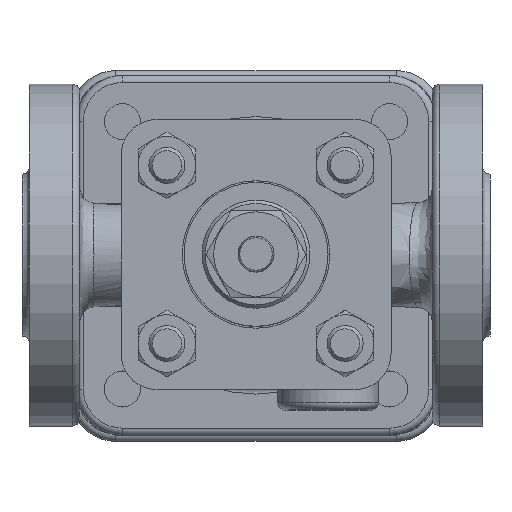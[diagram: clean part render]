
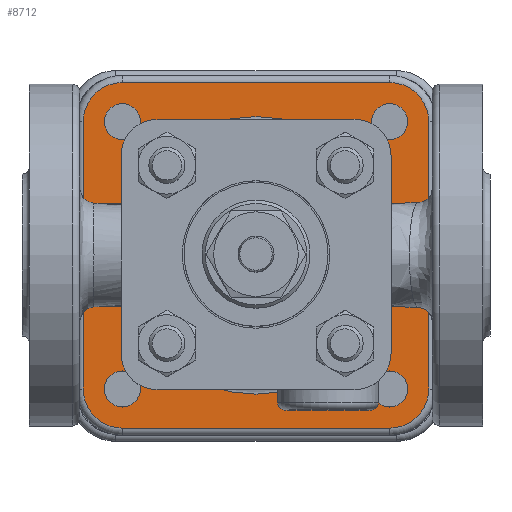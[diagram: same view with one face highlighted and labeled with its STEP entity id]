
A CAD part, top view. The second image highlights one B-rep face of the part: STEP entity #8712.
In plain terms, the highlighted planar face has unit normal (0, 0, 1).
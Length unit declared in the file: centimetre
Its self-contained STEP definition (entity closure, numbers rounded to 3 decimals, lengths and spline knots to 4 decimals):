
#752=FACE_BOUND('',#1776,.T.);
#753=FACE_BOUND('',#1777,.T.);
#754=FACE_BOUND('',#1778,.T.);
#755=FACE_BOUND('',#1779,.T.);
#756=FACE_BOUND('',#1780,.T.);
#1156=FACE_OUTER_BOUND('',#1775,.T.);
#1775=EDGE_LOOP('',(#6832,#6833,#6834,#6835,#6836,#6837,#6838,#6839));
#1776=EDGE_LOOP('',(#6840));
#1777=EDGE_LOOP('',(#6841));
#1778=EDGE_LOOP('',(#6842));
#1779=EDGE_LOOP('',(#6843));
#1780=EDGE_LOOP('',(#6844));
#2277=CIRCLE('',#9288,0.5);
#2281=CIRCLE('',#9302,0.5);
#2285=CIRCLE('',#9316,0.5);
#2289=CIRCLE('',#9330,0.5);
#2294=CIRCLE('',#9346,1.0877);
#2295=CIRCLE('',#9347,1.0877);
#2296=CIRCLE('',#9348,1.0877);
#2297=CIRCLE('',#9349,1.0877);
#2298=CIRCLE('',#9350,3.8541);
#2804=LINE('',#15561,#3312);
#2805=LINE('',#15565,#3313);
#2806=LINE('',#15569,#3314);
#2807=LINE('',#15572,#3315);
#3312=VECTOR('',#10817,7.4246);
#3313=VECTOR('',#10820,7.4246);
#3314=VECTOR('',#10823,7.4246);
#3315=VECTOR('',#10826,7.4246);
#3923=VERTEX_POINT('',#15360);
#3939=VERTEX_POINT('',#15408);
#3955=VERTEX_POINT('',#15456);
#3971=VERTEX_POINT('',#15504);
#3988=VERTEX_POINT('',#15557);
#3989=VERTEX_POINT('',#15558);
#3990=VERTEX_POINT('',#15560);
#3991=VERTEX_POINT('',#15562);
#3992=VERTEX_POINT('',#15564);
#3993=VERTEX_POINT('',#15566);
#3994=VERTEX_POINT('',#15568);
#3995=VERTEX_POINT('',#15570);
#3996=VERTEX_POINT('',#15573);
#4924=EDGE_CURVE('',#3923,#3923,#2277,.T.);
#4946=EDGE_CURVE('',#3939,#3939,#2281,.T.);
#4968=EDGE_CURVE('',#3955,#3955,#2285,.T.);
#4990=EDGE_CURVE('',#3971,#3971,#2289,.T.);
#5015=EDGE_CURVE('',#3988,#3989,#2294,.T.);
#5016=EDGE_CURVE('',#3990,#3988,#2804,.T.);
#5017=EDGE_CURVE('',#3991,#3990,#2295,.T.);
#5018=EDGE_CURVE('',#3992,#3991,#2805,.T.);
#5019=EDGE_CURVE('',#3993,#3992,#2296,.T.);
#5020=EDGE_CURVE('',#3994,#3993,#2806,.T.);
#5021=EDGE_CURVE('',#3995,#3994,#2297,.T.);
#5022=EDGE_CURVE('',#3989,#3995,#2807,.T.);
#5023=EDGE_CURVE('',#3996,#3996,#2298,.T.);
#6832=ORIENTED_EDGE('',*,*,#5015,.F.);
#6833=ORIENTED_EDGE('',*,*,#5016,.F.);
#6834=ORIENTED_EDGE('',*,*,#5017,.F.);
#6835=ORIENTED_EDGE('',*,*,#5018,.F.);
#6836=ORIENTED_EDGE('',*,*,#5019,.F.);
#6837=ORIENTED_EDGE('',*,*,#5020,.F.);
#6838=ORIENTED_EDGE('',*,*,#5021,.F.);
#6839=ORIENTED_EDGE('',*,*,#5022,.F.);
#6840=ORIENTED_EDGE('',*,*,#4924,.T.);
#6841=ORIENTED_EDGE('',*,*,#4946,.T.);
#6842=ORIENTED_EDGE('',*,*,#4968,.T.);
#6843=ORIENTED_EDGE('',*,*,#4990,.T.);
#6844=ORIENTED_EDGE('',*,*,#5023,.F.);
#8103=PLANE('',#9345);
#8712=ADVANCED_FACE('',(#1156,#752,#753,#754,#755,#756),#8103,.T.);
#9288=AXIS2_PLACEMENT_3D('',#15361,#10625,#10626);
#9302=AXIS2_PLACEMENT_3D('',#15409,#10671,#10672);
#9316=AXIS2_PLACEMENT_3D('',#15457,#10717,#10718);
#9330=AXIS2_PLACEMENT_3D('',#15505,#10763,#10764);
#9345=AXIS2_PLACEMENT_3D('',#15556,#10813,#10814);
#9346=AXIS2_PLACEMENT_3D('',#15559,#10815,#10816);
#9347=AXIS2_PLACEMENT_3D('',#15563,#10818,#10819);
#9348=AXIS2_PLACEMENT_3D('',#15567,#10821,#10822);
#9349=AXIS2_PLACEMENT_3D('',#15571,#10824,#10825);
#9350=AXIS2_PLACEMENT_3D('',#15574,#10827,#10828);
#10625=DIRECTION('center_axis',(0.,0.,-1.));
#10626=DIRECTION('ref_axis',(0.,-1.,0.));
#10671=DIRECTION('center_axis',(0.,0.,-1.));
#10672=DIRECTION('ref_axis',(-1.,0.,0.));
#10717=DIRECTION('center_axis',(0.,0.,-1.));
#10718=DIRECTION('ref_axis',(0.,1.,0.));
#10763=DIRECTION('center_axis',(0.,0.,-1.));
#10764=DIRECTION('ref_axis',(1.,0.,0.));
#10813=DIRECTION('center_axis',(0.,0.,1.));
#10814=DIRECTION('ref_axis',(1.,0.,0.));
#10815=DIRECTION('center_axis',(0.,0.,-1.));
#10816=DIRECTION('ref_axis',(0.707,-0.707,0.));
#10817=DIRECTION('',(0.,-1.,0.));
#10818=DIRECTION('center_axis',(0.,0.,-1.));
#10819=DIRECTION('ref_axis',(0.707,0.707,0.));
#10820=DIRECTION('',(1.,0.,0.));
#10821=DIRECTION('center_axis',(0.,0.,-1.));
#10822=DIRECTION('ref_axis',(-0.707,0.707,0.));
#10823=DIRECTION('',(0.,1.,0.));
#10824=DIRECTION('center_axis',(0.,0.,-1.));
#10825=DIRECTION('ref_axis',(-0.707,-0.707,0.));
#10826=DIRECTION('',(-1.,0.,0.));
#10827=DIRECTION('center_axis',(0.,0.,1.));
#10828=DIRECTION('ref_axis',(-1.,0.,0.));
#15360=CARTESIAN_POINT('',(2.5277,-3.2014,1.16));
#15361=CARTESIAN_POINT('Origin',(2.5277,-3.7014,1.16));
#15408=CARTESIAN_POINT('',(-4.3969,-3.7014,1.16));
#15409=CARTESIAN_POINT('Origin',(-4.8969,-3.7014,1.16));
#15456=CARTESIAN_POINT('',(-4.8969,3.2232,1.16));
#15457=CARTESIAN_POINT('Origin',(-4.8969,3.7232,1.16));
#15504=CARTESIAN_POINT('',(2.0277,3.7232,1.16));
#15505=CARTESIAN_POINT('Origin',(2.5277,3.7232,1.16));
#15556=CARTESIAN_POINT('Origin',(-1.1846,0.0109,1.16));
#15557=CARTESIAN_POINT('',(3.6154,-3.7014,1.16));
#15558=CARTESIAN_POINT('',(2.5277,-4.7891,1.16));
#15559=CARTESIAN_POINT('Origin',(2.5277,-3.7014,1.16));
#15560=CARTESIAN_POINT('',(3.6154,3.7232,1.16));
#15561=CARTESIAN_POINT('',(3.6154,-2.4891,1.16));
#15562=CARTESIAN_POINT('',(2.5277,4.8109,1.16));
#15563=CARTESIAN_POINT('Origin',(2.5277,3.7232,1.16));
#15564=CARTESIAN_POINT('',(-4.8969,4.8109,1.16));
#15565=CARTESIAN_POINT('',(1.3154,4.8109,1.16));
#15566=CARTESIAN_POINT('',(-5.9846,3.7232,1.16));
#15567=CARTESIAN_POINT('Origin',(-4.8969,3.7232,1.16));
#15568=CARTESIAN_POINT('',(-5.9846,-3.7014,1.16));
#15569=CARTESIAN_POINT('',(-5.9846,2.5109,1.16));
#15570=CARTESIAN_POINT('',(-4.8969,-4.7891,1.16));
#15571=CARTESIAN_POINT('Origin',(-4.8969,-3.7014,1.16));
#15572=CARTESIAN_POINT('',(-3.6846,-4.7891,1.16));
#15573=CARTESIAN_POINT('',(2.6695,0.0109,1.16));
#15574=CARTESIAN_POINT('Origin',(-1.1846,0.0109,1.16));
